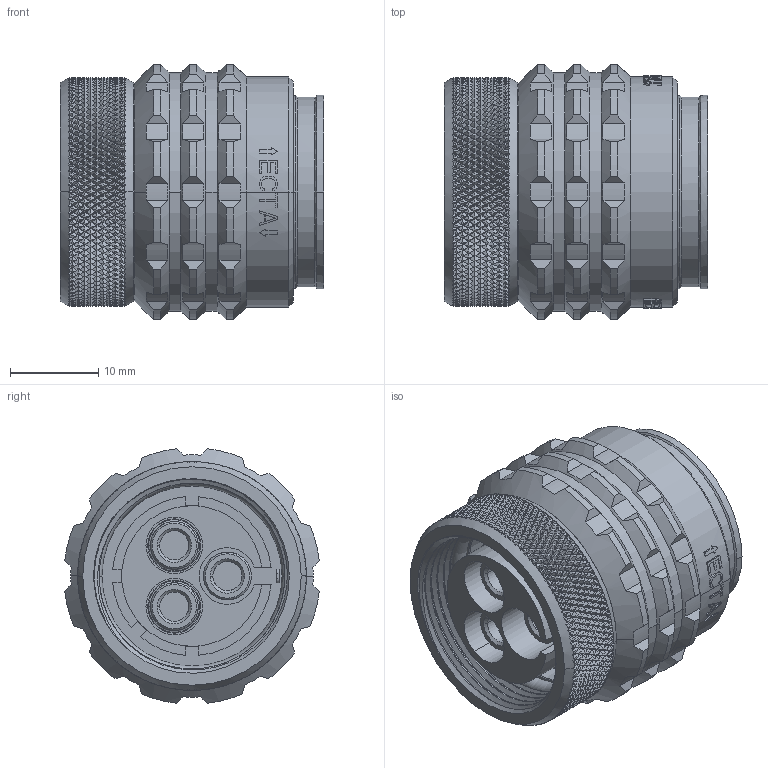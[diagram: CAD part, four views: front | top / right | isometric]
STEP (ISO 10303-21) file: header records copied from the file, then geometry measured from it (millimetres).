
FILE_DESCRIPTION((''),'2;1');
FILE_NAME('1331M303FZ','2024-08-08T16:21:41',('paultorloting'),('NET AG system integration'),'CREO PARAMETRIC BY PTC INC, 2021404','CREO PARAMETRIC BY PTC INC, 2021404','');
FILE_SCHEMA(('AUTOMOTIVE_DESIGN { 1 0 10303 214 1 1 1 1 }'));
Products named in the file (1): 1331M303FZ
Bounding box: 29.8 x 28.79 x 28.79 mm (x, y, z)
Volume: 11331.9 mm3; surface area: 10842.2 mm2
Topology: 1 solids, 2 shells, 6364 faces, 14277 edges, 7963 vertices
Faces by surface type: plane 4905, cylinder 1341, torus 53, cone 51, sphere 8, bspline 6
Entity records: 222091 total; most frequent: CARTESIAN_POINT 49654, ORIENTED_EDGE 28550, DIRECTION 22296, EDGE_CURVE 14275, VERTEX_POINT 7963, VECTOR 7431, LINE 7431, AXIS2_PLACEMENT_3D 7431
